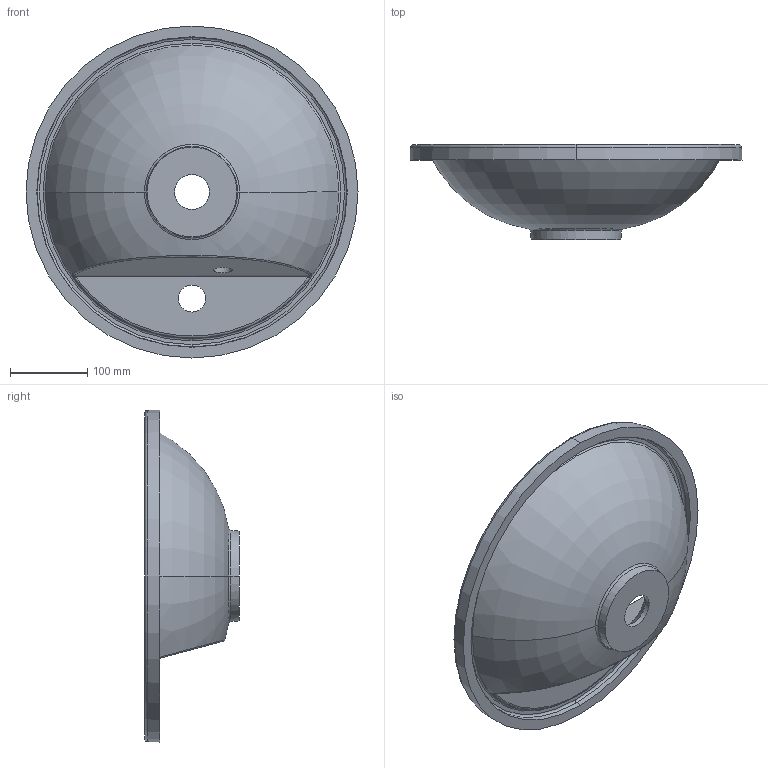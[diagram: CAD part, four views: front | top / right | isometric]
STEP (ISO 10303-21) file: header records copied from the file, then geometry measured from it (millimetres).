
FILE_DESCRIPTION (( 'STEP AP214' ), '1' );
FILE_NAME ('Sulawesi.STEP', '2021-01-11T13:20:05', ( '' ), ( '' ), 'SwSTEP 2.0', 'SolidWorks 2020', '' );
FILE_SCHEMA (( 'AUTOMOTIVE_DESIGN' ));
Length unit declared in the file: millimetre
Products named in the file (1): Sulawesi
Bounding box: 430 x 123 x 430 mm (x, y, z)
Volume: 2152507.5 mm3; surface area: 417527.8 mm2
Topology: 1 solids, 1 shells, 47 faces, 102 edges, 62 vertices
Faces by surface type: torus 16, plane 9, cylinder 8, cone 8, bspline 6
Entity records: 2308 total; most frequent: CARTESIAN_POINT 1234, DIRECTION 238, ORIENTED_EDGE 204, AXIS2_PLACEMENT_3D 110, EDGE_CURVE 102, CIRCLE 68, VERTEX_POINT 62, EDGE_LOOP 58
